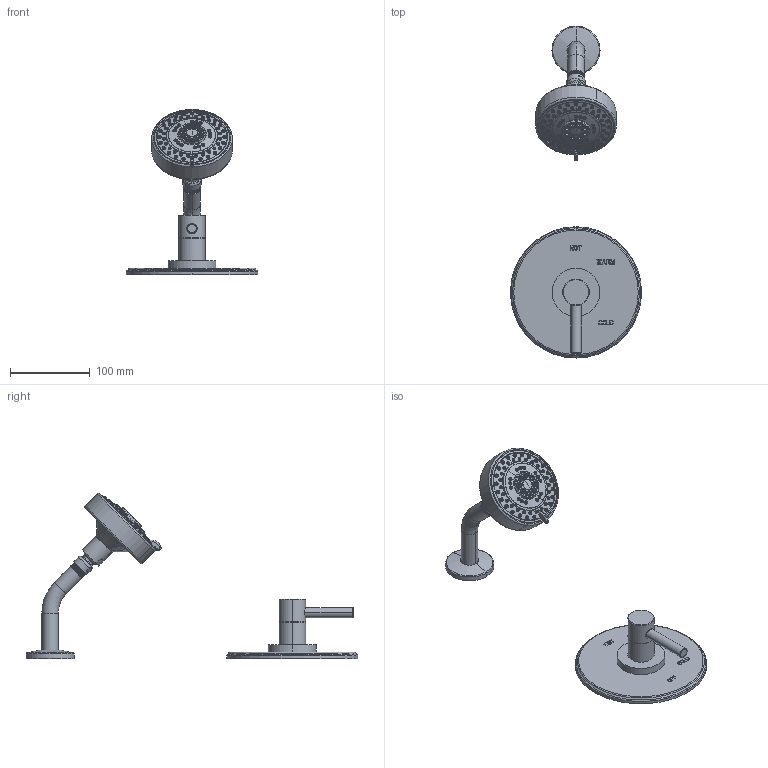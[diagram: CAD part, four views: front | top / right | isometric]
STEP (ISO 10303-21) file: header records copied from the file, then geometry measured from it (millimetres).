
FILE_DESCRIPTION((''),'2;1');
FILE_NAME('3-1504BP','2021-05-27T11:29:06',('jinson.thomas'),(''),'CREO PARAMETRIC BY PTC INC, 2018400','CREO PARAMETRIC BY PTC INC, 2018400','');
FILE_SCHEMA(('CONFIG_CONTROL_DESIGN'));
Length unit declared in the file: inch
Products named in the file (1): 3-1504BP
Bounding box: 165.1 x 417.58 x 207.64 mm (x, y, z)
Volume: 586977.8 mm3; surface area: 105304.2 mm2
Topology: 2 solids, 2 shells, 1401 faces, 3181 edges, 1957 vertices
Faces by surface type: plane 466, torus 331, cone 298, cylinder 204, bspline 96, sphere 6
Entity records: 56949 total; most frequent: CARTESIAN_POINT 26103, ORIENTED_EDGE 6358, DIRECTION 6297, EDGE_CURVE 3179, AXIS2_PLACEMENT_3D 2397, VERTEX_POINT 1957, EDGE_LOOP 1592, VECTOR 1503
